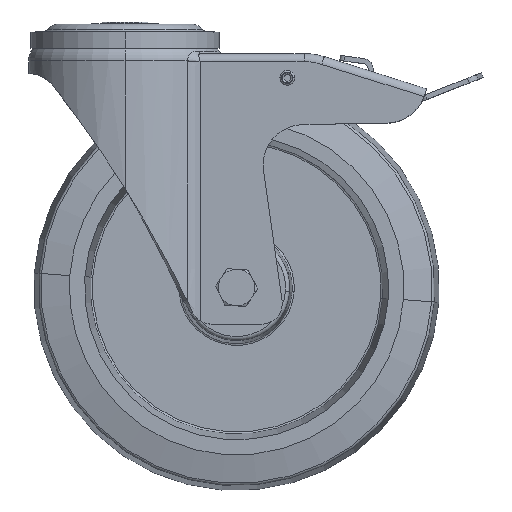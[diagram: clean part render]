
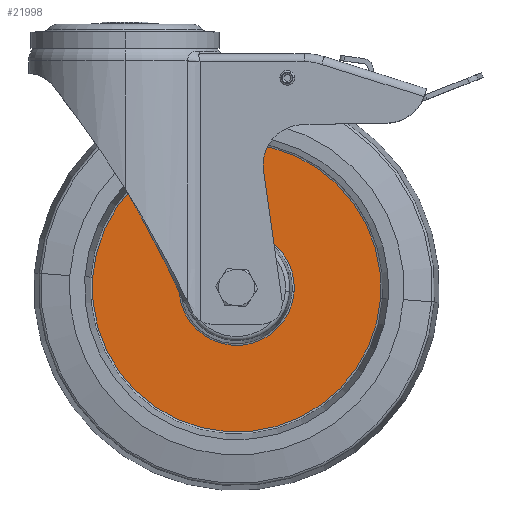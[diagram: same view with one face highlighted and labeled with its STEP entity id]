
A CAD part, top view. The second image highlights one B-rep face of the part: STEP entity #21998.
In plain terms, the highlighted planar face has unit normal (0, 0, 1).
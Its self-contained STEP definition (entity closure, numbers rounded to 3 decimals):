
#5002 = VERTEX_POINT ( 'NONE', #49976 ) ;
#6483 = AXIS2_PLACEMENT_3D ( 'NONE', #23481, #14918, #32594 ) ;
#6921 = ORIENTED_EDGE ( 'NONE', *, *, #12307, .T. ) ;
#6935 = CARTESIAN_POINT ( 'NONE',  ( 55., -131., 6. ) ) ;
#7517 = DIRECTION ( 'NONE',  ( -0.997, 0.072, 0. ) ) ;
#9278 = AXIS2_PLACEMENT_3D ( 'NONE', #17417, #52282, #17712 ) ;
#9554 = CARTESIAN_POINT ( 'NONE',  ( 55., -131., 6. ) ) ;
#10719 = AXIS2_PLACEMENT_3D ( 'NONE', #43826, #48714, #40670 ) ;
#11741 = ORIENTED_EDGE ( 'NONE', *, *, #20366, .T. ) ;
#12307 = EDGE_CURVE ( 'NONE', #42035, #5002, #45624, .T. ) ;
#14918 = DIRECTION ( 'NONE',  ( 0., 0., 1. ) ) ;
#17417 = CARTESIAN_POINT ( 'NONE',  ( 60.185, -59.187, 6. ) ) ;
#17712 = DIRECTION ( 'NONE',  ( -0.997, 0.072, 0. ) ) ;
#18026 = CIRCLE ( 'NONE', #10719, 71.153 ) ;
#18523 = CARTESIAN_POINT ( 'NONE',  ( 125.968, -136.124, 6. ) ) ;
#20366 = EDGE_CURVE ( 'NONE', #24386, #42110, #39301, .T. ) ;
#20874 = PLANE ( 'NONE',  #9278 ) ;
#21012 = AXIS2_PLACEMENT_3D ( 'NONE', #9554, #48717, #31825 ) ;
#21998 = ADVANCED_FACE ( 'NONE', ( #47449, #33996 ), #20874, .F. ) ;
#23481 = CARTESIAN_POINT ( 'NONE',  ( 55., -131., 6. ) ) ;
#23936 = CIRCLE ( 'NONE', #32101, 28.439 ) ;
#24386 = VERTEX_POINT ( 'NONE', #18523 ) ;
#25926 = ORIENTED_EDGE ( 'NONE', *, *, #26600, .T. ) ;
#26600 = EDGE_CURVE ( 'NONE', #5002, #42035, #23936, .T. ) ;
#28420 = CARTESIAN_POINT ( 'NONE',  ( 26.634, -128.952, 6. ) ) ;
#30246 = EDGE_CURVE ( 'NONE', #42110, #24386, #18026, .T. ) ;
#31098 = ORIENTED_EDGE ( 'NONE', *, *, #30246, .T. ) ;
#31825 = DIRECTION ( 'NONE',  ( -0.997, 0.072, 0. ) ) ;
#32101 = AXIS2_PLACEMENT_3D ( 'NONE', #6935, #37840, #7517 ) ;
#32594 = DIRECTION ( 'NONE',  ( -0.997, 0.072, 0. ) ) ;
#33996 = FACE_OUTER_BOUND ( 'NONE', #47738, .T. ) ;
#37840 = DIRECTION ( 'NONE',  ( 0., 0., -1. ) ) ;
#39301 = CIRCLE ( 'NONE', #6483, 71.153 ) ;
#40670 = DIRECTION ( 'NONE',  ( -0.997, 0.072, 0. ) ) ;
#42035 = VERTEX_POINT ( 'NONE', #28420 ) ;
#42110 = VERTEX_POINT ( 'NONE', #48005 ) ;
#43826 = CARTESIAN_POINT ( 'NONE',  ( 55., -131., 6. ) ) ;
#45624 = CIRCLE ( 'NONE', #21012, 28.439 ) ;
#46808 = EDGE_LOOP ( 'NONE', ( #6921, #25926 ) ) ;
#47449 = FACE_BOUND ( 'NONE', #46808, .T. ) ;
#47738 = EDGE_LOOP ( 'NONE', ( #31098, #11741 ) ) ;
#48005 = CARTESIAN_POINT ( 'NONE',  ( -15.968, -125.876, 6. ) ) ;
#48714 = DIRECTION ( 'NONE',  ( 0., 0., 1. ) ) ;
#48717 = DIRECTION ( 'NONE',  ( 0., 0., -1. ) ) ;
#49976 = CARTESIAN_POINT ( 'NONE',  ( 83.366, -133.048, 6. ) ) ;
#52282 = DIRECTION ( 'NONE',  ( 0., 0., -1. ) ) ;
